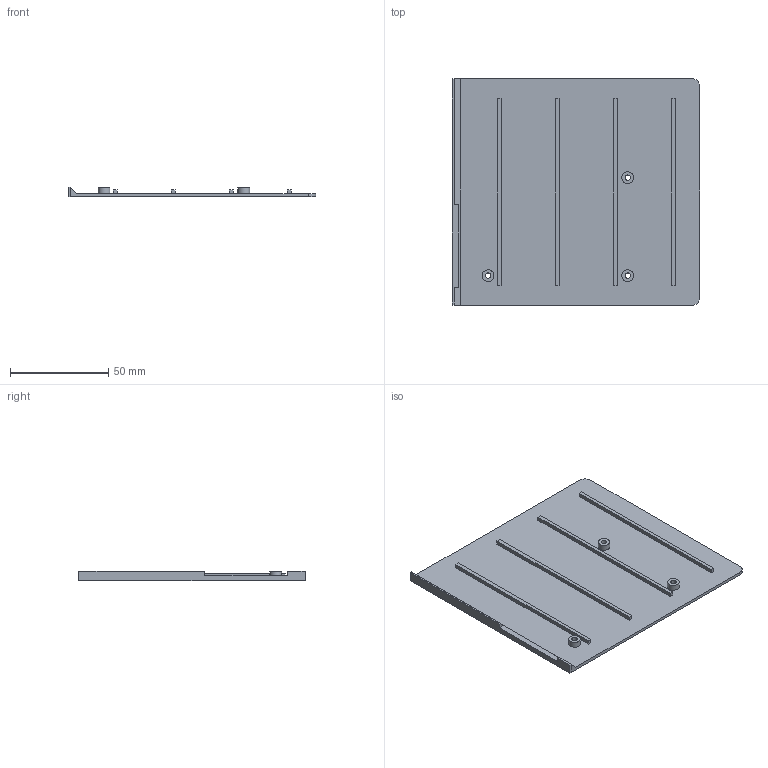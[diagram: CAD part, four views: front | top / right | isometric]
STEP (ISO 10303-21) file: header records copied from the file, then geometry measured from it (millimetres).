
FILE_DESCRIPTION(('FreeCAD Model'),'2;1');
FILE_NAME('Open CASCADE Shape Model','2023-04-08T21:43:56',(''),(''), 'Open CASCADE STEP processor 7.6','FreeCAD','Unknown');
FILE_SCHEMA(('AUTOMOTIVE_DESIGN { 1 0 10303 214 1 1 1 1 }'));
Length unit declared in the file: millimetre
Products named in the file (1): Body
Bounding box: 126 x 115 x 5 mm (x, y, z)
Volume: 25656.3 mm3; surface area: 31987.6 mm2
Topology: 1 solids, 1 shells, 51 faces, 121 edges, 79 vertices
Faces by surface type: plane 40, cylinder 11
Full cylindrical faces by diameter (mm): 2.7 x6, 6 x3
Entity records: 3061 total; most frequent: CARTESIAN_POINT 494, DIRECTION 486, LINE 328, VECTOR 328, ORIENTED_EDGE 242, PCURVE 242, DEFINITIONAL_REPRESENTATION 242, EDGE_CURVE 121
